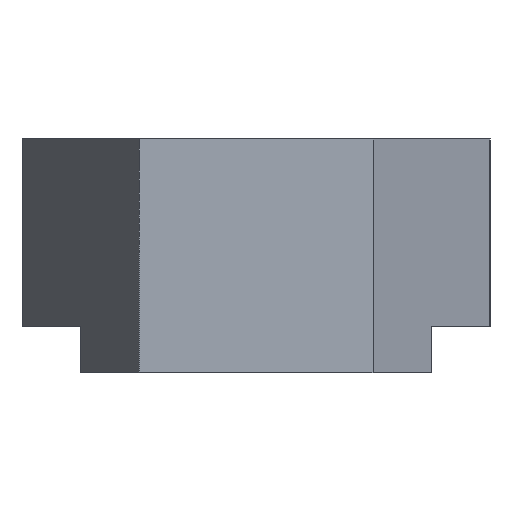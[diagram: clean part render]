
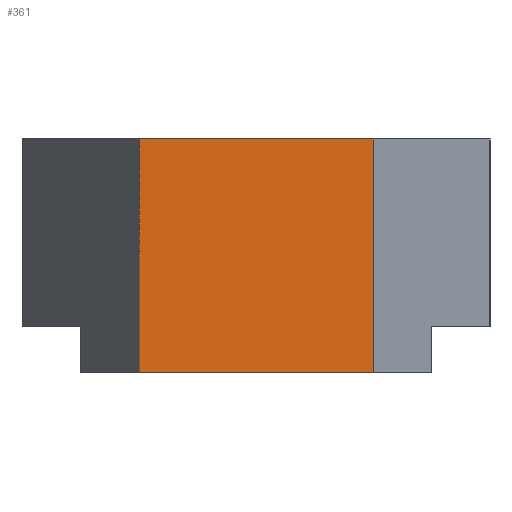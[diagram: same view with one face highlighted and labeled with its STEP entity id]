
A CAD part, left-side view. The second image highlights one B-rep face of the part: STEP entity #361.
In plain terms, the highlighted planar face has unit normal (-1, 0, 0).
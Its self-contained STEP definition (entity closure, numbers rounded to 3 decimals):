
#64 = EDGE_CURVE ( 'NONE', #751, #709, #700, .T. ) ;
#104 = PLANE ( 'NONE',  #535 ) ;
#118 = VECTOR ( 'NONE', #218, 1000. ) ;
#133 = CARTESIAN_POINT ( 'NONE',  ( -100., 10., 20. ) ) ;
#135 = EDGE_LOOP ( 'NONE', ( #545, #303, #374, #756 ) ) ;
#189 = CARTESIAN_POINT ( 'NONE',  ( -100., 10., 0. ) ) ;
#204 = DIRECTION ( 'NONE',  ( 0., 0., -1. ) ) ;
#213 = DIRECTION ( 'NONE',  ( 0., 0., -1. ) ) ;
#218 = DIRECTION ( 'NONE',  ( 0., -1., 0. ) ) ;
#279 = CARTESIAN_POINT ( 'NONE',  ( -100., 20., 20. ) ) ;
#283 = CARTESIAN_POINT ( 'NONE',  ( -100., -10., 20. ) ) ;
#303 = ORIENTED_EDGE ( 'NONE', *, *, #64, .F. ) ;
#341 = CARTESIAN_POINT ( 'NONE',  ( -100., -10., 0. ) ) ;
#361 = ADVANCED_FACE ( 'NONE', ( #696 ), #104, .F. ) ;
#369 = CARTESIAN_POINT ( 'NONE',  ( -100., -15., 0. ) ) ;
#374 = ORIENTED_EDGE ( 'NONE', *, *, #755, .F. ) ;
#416 = DIRECTION ( 'NONE',  ( 0., 1., 0. ) ) ;
#469 = DIRECTION ( 'NONE',  ( 0., 0., -1. ) ) ;
#490 = LINE ( 'NONE', #133, #515 ) ;
#499 = VECTOR ( 'NONE', #469, 1000. ) ;
#512 = LINE ( 'NONE', #283, #499 ) ;
#513 = DIRECTION ( 'NONE',  ( 1., 0., 0. ) ) ;
#515 = VECTOR ( 'NONE', #204, 1000. ) ;
#535 = AXIS2_PLACEMENT_3D ( 'NONE', #279, #513, #213 ) ;
#545 = ORIENTED_EDGE ( 'NONE', *, *, #610, .T. ) ;
#572 = LINE ( 'NONE', #757, #118 ) ;
#582 = CARTESIAN_POINT ( 'NONE',  ( -100., 10., 20. ) ) ;
#584 = VECTOR ( 'NONE', #416, 1000. ) ;
#610 = EDGE_CURVE ( 'NONE', #723, #709, #490, .T. ) ;
#615 = VERTEX_POINT ( 'NONE', #739 ) ;
#696 = FACE_OUTER_BOUND ( 'NONE', #135, .T. ) ;
#700 = LINE ( 'NONE', #369, #584 ) ;
#709 = VERTEX_POINT ( 'NONE', #189 ) ;
#723 = VERTEX_POINT ( 'NONE', #582 ) ;
#734 = EDGE_CURVE ( 'NONE', #723, #615, #572, .T. ) ;
#739 = CARTESIAN_POINT ( 'NONE',  ( -100., -10., 20. ) ) ;
#751 = VERTEX_POINT ( 'NONE', #341 ) ;
#755 = EDGE_CURVE ( 'NONE', #615, #751, #512, .T. ) ;
#756 = ORIENTED_EDGE ( 'NONE', *, *, #734, .F. ) ;
#757 = CARTESIAN_POINT ( 'NONE',  ( -100., 20., 20. ) ) ;
